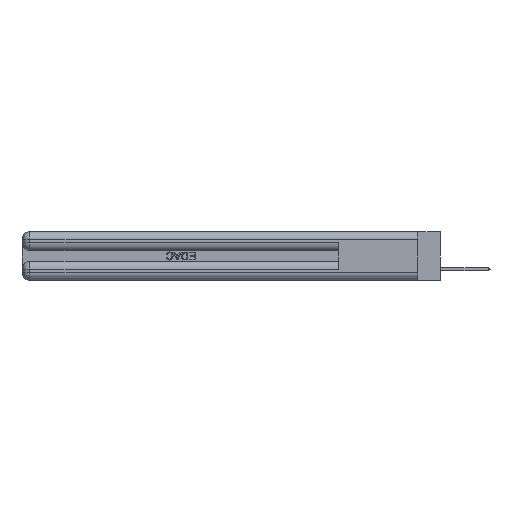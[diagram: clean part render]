
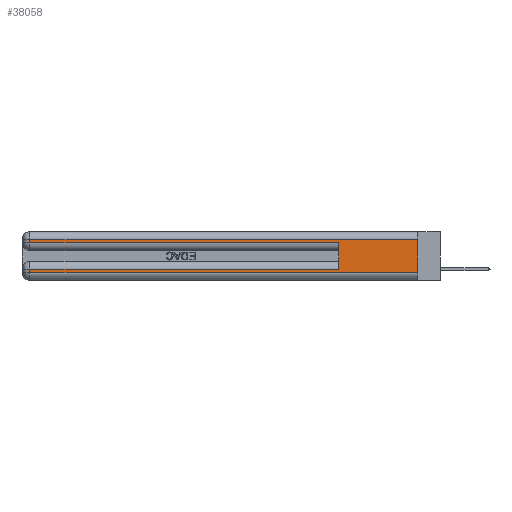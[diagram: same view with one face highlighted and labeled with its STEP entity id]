
A CAD part, left-side view. The second image highlights one B-rep face of the part: STEP entity #38058.
In plain terms, the highlighted planar face has unit normal (-1, 0, 0).
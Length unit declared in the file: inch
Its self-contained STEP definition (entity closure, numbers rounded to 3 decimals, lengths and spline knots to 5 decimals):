
#138 = CARTESIAN_POINT ( 'NONE',  ( 0., 2.94, 0.085 ) ) ;
#327 = CARTESIAN_POINT ( 'NONE',  ( 0., 0., 0.37 ) ) ;
#1572 = LINE ( 'NONE', #23046, #4625 ) ;
#1640 = LINE ( 'NONE', #32163, #18854 ) ;
#3074 = VERTEX_POINT ( 'NONE', #37463 ) ;
#4268 = LINE ( 'NONE', #23934, #34521 ) ;
#4625 = VECTOR ( 'NONE', #26840, 39.37008 ) ;
#5418 = VERTEX_POINT ( 'NONE', #43873 ) ;
#6031 = ORIENTED_EDGE ( 'NONE', *, *, #25654, .F. ) ;
#7472 = VERTEX_POINT ( 'NONE', #23292 ) ;
#7590 = VERTEX_POINT ( 'NONE', #138 ) ;
#8120 = CARTESIAN_POINT ( 'NONE',  ( 0., 0., 0.31 ) ) ;
#9804 = VECTOR ( 'NONE', #27575, 39.37008 ) ;
#9951 = DIRECTION ( 'NONE',  ( 0., 0., 1. ) ) ;
#10444 = CARTESIAN_POINT ( 'NONE',  ( 0., 0., 0.31 ) ) ;
#12072 = CARTESIAN_POINT ( 'NONE',  ( 0., 0., 0.285 ) ) ;
#12310 = LINE ( 'NONE', #40227, #25855 ) ;
#13284 = CARTESIAN_POINT ( 'NONE',  ( 0., 0.6, 0.085 ) ) ;
#15037 = VERTEX_POINT ( 'NONE', #13284 ) ;
#15399 = EDGE_CURVE ( 'NONE', #3074, #5418, #4268, .T. ) ;
#16223 = CARTESIAN_POINT ( 'NONE',  ( 0., 2.94, 0.285 ) ) ;
#16361 = PLANE ( 'NONE',  #31564 ) ;
#16785 = VERTEX_POINT ( 'NONE', #16223 ) ;
#18357 = CARTESIAN_POINT ( 'NONE',  ( 0., 0.6, 0.285 ) ) ;
#18437 = EDGE_CURVE ( 'NONE', #7590, #3074, #42773, .T. ) ;
#18854 = VECTOR ( 'NONE', #27979, 39.37008 ) ;
#19410 = DIRECTION ( 'NONE',  ( 0., -1., 0. ) ) ;
#23046 = CARTESIAN_POINT ( 'NONE',  ( 0., 0., 0.085 ) ) ;
#23292 = CARTESIAN_POINT ( 'NONE',  ( 0., 2.94, 0.31 ) ) ;
#23934 = CARTESIAN_POINT ( 'NONE',  ( 0., 0., 0.06 ) ) ;
#25200 = LINE ( 'NONE', #12072, #9804 ) ;
#25248 = ORIENTED_EDGE ( 'NONE', *, *, #48824, .T. ) ;
#25654 = EDGE_CURVE ( 'NONE', #33215, #5418, #34859, .T. ) ;
#25855 = VECTOR ( 'NONE', #9951, 39.37008 ) ;
#26538 = FACE_OUTER_BOUND ( 'NONE', #28516, .T. ) ;
#26840 = DIRECTION ( 'NONE',  ( 0., 1., 0. ) ) ;
#27317 = EDGE_CURVE ( 'NONE', #15037, #34474, #12310, .T. ) ;
#27575 = DIRECTION ( 'NONE',  ( 0., -1., 0. ) ) ;
#27912 = DIRECTION ( 'NONE',  ( 1., 0., 0. ) ) ;
#27979 = DIRECTION ( 'NONE',  ( 0., 0., -1. ) ) ;
#28018 = VECTOR ( 'NONE', #41742, 39.37008 ) ;
#28516 = EDGE_LOOP ( 'NONE', ( #6031, #25248, #36995, #47524, #49979, #42835, #50763, #42484 ) ) ;
#30400 = VECTOR ( 'NONE', #31703, 39.37008 ) ;
#31564 = AXIS2_PLACEMENT_3D ( 'NONE', #327, #27912, #40408 ) ;
#31703 = DIRECTION ( 'NONE',  ( 0., 0., -1. ) ) ;
#32163 = CARTESIAN_POINT ( 'NONE',  ( 0., 2.94, 0.37 ) ) ;
#33215 = VERTEX_POINT ( 'NONE', #10444 ) ;
#33455 = LINE ( 'NONE', #8120, #36510 ) ;
#34474 = VERTEX_POINT ( 'NONE', #18357 ) ;
#34521 = VECTOR ( 'NONE', #19410, 39.37008 ) ;
#34694 = EDGE_CURVE ( 'NONE', #7472, #16785, #1640, .T. ) ;
#34859 = LINE ( 'NONE', #41405, #28018 ) ;
#36023 = CARTESIAN_POINT ( 'NONE',  ( 0., 2.94, 0.37 ) ) ;
#36510 = VECTOR ( 'NONE', #47893, 39.37008 ) ;
#36995 = ORIENTED_EDGE ( 'NONE', *, *, #34694, .T. ) ;
#37463 = CARTESIAN_POINT ( 'NONE',  ( 0., 2.94, 0.06 ) ) ;
#38058 = ADVANCED_FACE ( 'NONE', ( #26538 ), #16361, .F. ) ;
#39512 = EDGE_CURVE ( 'NONE', #16785, #34474, #25200, .T. ) ;
#40063 = EDGE_CURVE ( 'NONE', #15037, #7590, #1572, .T. ) ;
#40227 = CARTESIAN_POINT ( 'NONE',  ( 0., 0.6, 0.145 ) ) ;
#40408 = DIRECTION ( 'NONE',  ( 0., 0., -1. ) ) ;
#41405 = CARTESIAN_POINT ( 'NONE',  ( 0., 0., 0.37 ) ) ;
#41742 = DIRECTION ( 'NONE',  ( 0., 0., -1. ) ) ;
#42484 = ORIENTED_EDGE ( 'NONE', *, *, #15399, .T. ) ;
#42773 = LINE ( 'NONE', #36023, #30400 ) ;
#42835 = ORIENTED_EDGE ( 'NONE', *, *, #40063, .T. ) ;
#43873 = CARTESIAN_POINT ( 'NONE',  ( 0., 0., 0.06 ) ) ;
#47524 = ORIENTED_EDGE ( 'NONE', *, *, #39512, .T. ) ;
#47893 = DIRECTION ( 'NONE',  ( 0., 1., 0. ) ) ;
#48824 = EDGE_CURVE ( 'NONE', #33215, #7472, #33455, .T. ) ;
#49979 = ORIENTED_EDGE ( 'NONE', *, *, #27317, .F. ) ;
#50763 = ORIENTED_EDGE ( 'NONE', *, *, #18437, .T. ) ;
